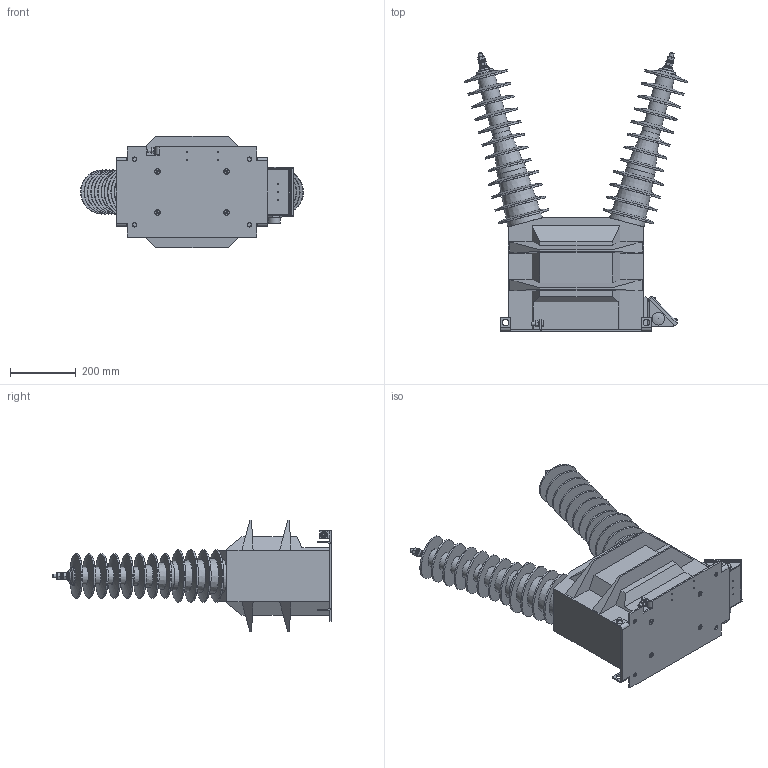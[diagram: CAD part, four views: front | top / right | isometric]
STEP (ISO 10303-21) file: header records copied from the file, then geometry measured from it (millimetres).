
FILE_DESCRIPTION(('STEP AP214'), '1');
FILE_NAME('虯恂-旂-35-2 (2)', '2023-07-26T09:04:45', ('UNSPECIFIED'), ('UNSPECIFIED'), 'ASCON STEP Converter 1.3', 'ASCON Math Kernel', '');
FILE_SCHEMA(('AUTOMOTIVE_DESIGN { 1 0 10303 214 3 1 1}'));
Length unit declared in the file: millimetre
Products named in the file (45): 攘艘.671243.024-02; 屡扔.733411.009; 屡扔.754312.192; 屡扔.735400.104; 屡扔.735400.004; 屡扔.735314.023; 屡扔.671241.524; 屡扔.301325.002; 屡扔.713141.006; 屡扔.686175.002; 屡扔.686175.001; 屡扔.758291.024
Assembly tree (117 placements, depth 5):
  攘艘.671243.024-02
    屡扔.733411.009
    屡扔.754312.192
    (unnamed)  x4
    屡扔.735400.104
      屡扔.735400.004
    屡扔.735314.023
    (unnamed)
    (unnamed)
    屡扔.671241.524
      (unnamed)
        (unnamed)
          (unnamed)
          (unnamed)
          (unnamed)
          (unnamed)
        (unnamed)  x2
        (unnamed)  x2
        屡扔.301325.002
        屡扔.713141.006  x4
        (unnamed)  x4
        (unnamed)  x4
      (unnamed)
      屡扔.686175.002  x2
      屡扔.686175.001  x2
      屡扔.758291.024  x2
      (unnamed)  x7
    (unnamed)  x11
    (unnamed)  x11
    (unnamed)  x11
    (unnamed)  x4
    (unnamed)  x4
    (unnamed)  x4
    (unnamed)  x3
    (unnamed)  x2
    (unnamed)  x2
    (unnamed)
    (unnamed)
    (unnamed)
    (unnamed)
    (unnamed)
    (unnamed)  x4
    (unnamed)  x3
    (unnamed)  x2
    (unnamed)  x2
Bounding box: 677.23 x 847.8 x 339 mm (x, y, z)
Volume: 23286503.5 mm3; surface area: 3922135.1 mm2
Topology: 115 solids, 115 shells, 2029 faces, 4593 edges, 2835 vertices
Faces by surface type: plane 1046, cylinder 586, cone 247, torus 95, bspline 50, sphere 5
Full cylindrical faces by diameter (mm): 1.9 x4, 2.5 x4, 3 x3, 3.3 x4, 3.5 x4, 4 x1, 4.917 x4, 5 x11, 5.5 x4, 6 x30, 6.5 x4, 6.6 x11, 6.917 x4, 7 x8, 8 x8, 8.376 x1, 8.5 x4, 9 x6, 9.5 x8, 10 x5, 10.106 x2, 10.647 x2, 11 x2, 12 x27, 13 x13, 13.5 x6, 14 x7, 15.24 x4, 17 x2, 20 x7
Entity records: 52001 total; most frequent: CARTESIAN_POINT 11863, DIRECTION 5740, ORIENTED_EDGE 5090, EDGE_CURVE 2545, AXIS2_PLACEMENT_3D 2157, VERTEX_POINT 1711, EDGE_LOOP 1554, LINE 1426
